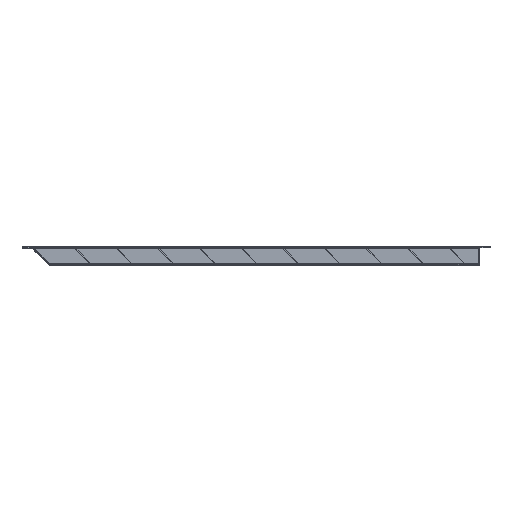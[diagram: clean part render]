
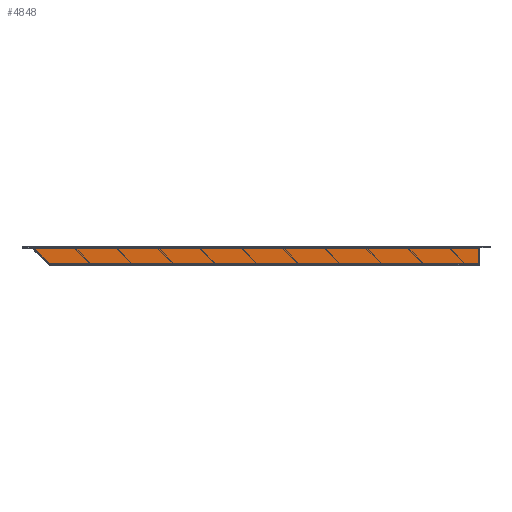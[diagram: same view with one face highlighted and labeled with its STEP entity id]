
A CAD part, left-side view. The second image highlights one B-rep face of the part: STEP entity #4848.
In plain terms, the highlighted face is planar.
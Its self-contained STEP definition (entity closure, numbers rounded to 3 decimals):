
#35 = VERTEX_POINT ( 'NONE', #2076 ) ;
#204 = CARTESIAN_POINT ( 'NONE',  ( 22., -598., 0. ) ) ;
#358 = CARTESIAN_POINT ( 'NONE',  ( 0., 0., 0. ) ) ;
#359 = CARTESIAN_POINT ( 'NONE',  ( 0., 0., 0. ) ) ;
#554 = DIRECTION ( 'NONE',  ( 1., 0., 0. ) ) ;
#607 = CARTESIAN_POINT ( 'NONE',  ( 22., 0., 0. ) ) ;
#1068 = AXIS2_PLACEMENT_3D ( 'NONE', #1102, #4041, #554 ) ;
#1102 = CARTESIAN_POINT ( 'NONE',  ( 0., 0., 0. ) ) ;
#1142 = DIRECTION ( 'NONE',  ( 0., -1., 0. ) ) ;
#1825 = CARTESIAN_POINT ( 'NONE',  ( 0., 0., 0. ) ) ;
#1828 = ORIENTED_EDGE ( 'NONE', *, *, #2089, .T. ) ;
#1926 = VERTEX_POINT ( 'NONE', #204 ) ;
#2076 = CARTESIAN_POINT ( 'NONE',  ( 0., -620., 0. ) ) ;
#2089 = EDGE_CURVE ( 'NONE', #1926, #4612, #3925, .T. ) ;
#2096 = CARTESIAN_POINT ( 'NONE',  ( 0., -620., 0. ) ) ;
#2160 = VERTEX_POINT ( 'NONE', #359 ) ;
#2678 = DIRECTION ( 'NONE',  ( 0., 1., 0. ) ) ;
#2756 = LINE ( 'NONE', #2096, #3680 ) ;
#3553 = EDGE_CURVE ( 'NONE', #2160, #35, #5359, .T. ) ;
#3659 = VECTOR ( 'NONE', #2678, 1000. ) ;
#3680 = VECTOR ( 'NONE', #4001, 1000. ) ;
#3887 = DIRECTION ( 'NONE',  ( -1., 0., 0. ) ) ;
#3902 = EDGE_CURVE ( 'NONE', #35, #1926, #2756, .T. ) ;
#3925 = LINE ( 'NONE', #4006, #3659 ) ;
#4001 = DIRECTION ( 'NONE',  ( 0.707, 0.707, 0. ) ) ;
#4006 = CARTESIAN_POINT ( 'NONE',  ( 22., -598., 0. ) ) ;
#4041 = DIRECTION ( 'NONE',  ( 0., 0., 1. ) ) ;
#4112 = ORIENTED_EDGE ( 'NONE', *, *, #3902, .T. ) ;
#4612 = VERTEX_POINT ( 'NONE', #607 ) ;
#4769 = EDGE_CURVE ( 'NONE', #4612, #2160, #7451, .T. ) ;
#4848 = ADVANCED_FACE ( 'Y�z1', ( #7771 ), #7140, .T. ) ;
#5359 = LINE ( 'NONE', #1825, #5822 ) ;
#5822 = VECTOR ( 'NONE', #1142, 1000. ) ;
#7133 = EDGE_LOOP ( 'NONE', ( #7260, #7220, #4112, #1828 ) ) ;
#7140 = PLANE ( 'NONE',  #1068 ) ;
#7220 = ORIENTED_EDGE ( 'NONE', *, *, #3553, .T. ) ;
#7260 = ORIENTED_EDGE ( 'NONE', *, *, #4769, .T. ) ;
#7451 = LINE ( 'NONE', #358, #7480 ) ;
#7480 = VECTOR ( 'NONE', #3887, 1000. ) ;
#7771 = FACE_OUTER_BOUND ( 'NONE', #7133, .T. ) ;
